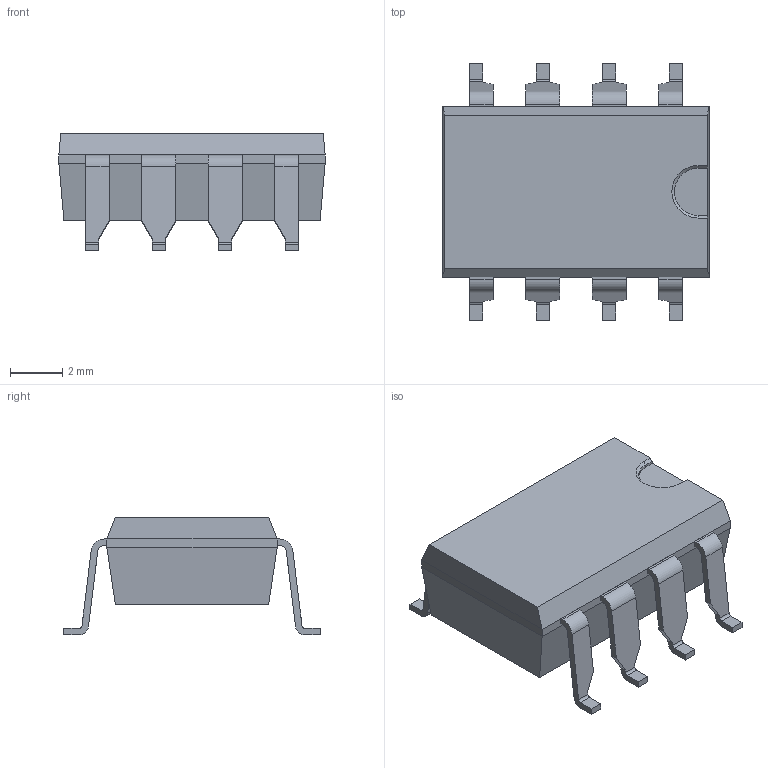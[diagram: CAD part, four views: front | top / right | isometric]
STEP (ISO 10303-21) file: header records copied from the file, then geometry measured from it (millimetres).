
FILE_DESCRIPTION (( 'STEP AP214' ), '1' );
FILE_NAME ('5E9A49B2-B508-40FB-B051-AD2E2788D320.STEP', '2022-12-12T18:14:24', ( '' ), ( '' ), 'SwSTEP 2.0', 'SolidWorks 2022', '' );
FILE_SCHEMA (( 'AUTOMOTIVE_DESIGN' ));
Length unit declared in the file: millimetre
Products named in the file (1): 5E9A49B2-B508-40FB-B051-AD2E2788D320
Bounding box: 10.16 x 9.8 x 4.5 mm (x, y, z)
Volume: 216.2 mm3; surface area: 313.3 mm2
Topology: 9 solids, 9 shells, 181 faces, 479 edges, 316 vertices
Faces by surface type: plane 147, cylinder 33, cone 1
Entity records: 5646 total; most frequent: CARTESIAN_POINT 977, ORIENTED_EDGE 958, DIRECTION 910, EDGE_CURVE 479, VECTOR 412, LINE 412, VERTEX_POINT 316, AXIS2_PLACEMENT_3D 249
